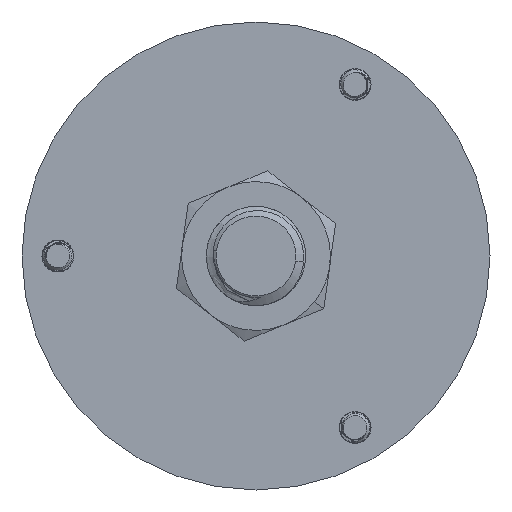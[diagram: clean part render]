
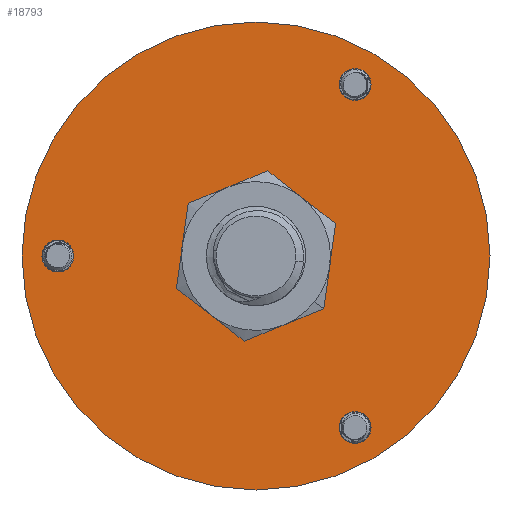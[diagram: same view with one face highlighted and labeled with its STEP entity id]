
A CAD part, front view. The second image highlights one B-rep face of the part: STEP entity #18793.
In plain terms, the highlighted planar face has unit normal (0, -1, 0).
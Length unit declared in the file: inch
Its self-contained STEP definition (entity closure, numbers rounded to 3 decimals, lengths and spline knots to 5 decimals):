
#306 = CARTESIAN_POINT ( 'NONE',  ( -1.2575, 0., 0. ) ) ;
#450 = DIRECTION ( 'NONE',  ( 0., 0., 1. ) ) ;
#453 = AXIS2_PLACEMENT_3D ( 'NONE', #3073, #13526, #4574 ) ;
#869 = DIRECTION ( 'NONE',  ( 0., 0., 1. ) ) ;
#1158 = ORIENTED_EDGE ( 'NONE', *, *, #6626, .F. ) ;
#1203 = DIRECTION ( 'NONE',  ( 0., 0., 1. ) ) ;
#1629 = CARTESIAN_POINT ( 'NONE',  ( 0.62875, 0., 1.08903 ) ) ;
#1779 = ORIENTED_EDGE ( 'NONE', *, *, #16766, .T. ) ;
#1798 = DIRECTION ( 'NONE',  ( 0., 0., 1. ) ) ;
#1940 = CARTESIAN_POINT ( 'NONE',  ( 0., 0., 0. ) ) ;
#2391 = AXIS2_PLACEMENT_3D ( 'NONE', #1940, #12397, #3472 ) ;
#2487 = VERTEX_POINT ( 'NONE', #13670 ) ;
#2609 = DIRECTION ( 'NONE',  ( 0., 1., 0. ) ) ;
#3049 = EDGE_CURVE ( 'NONE', #3482, #9175, #5224, .T. ) ;
#3073 = CARTESIAN_POINT ( 'NONE',  ( 0.62875, 0., -1.08903 ) ) ;
#3146 = DIRECTION ( 'NONE',  ( 0., 0., 1. ) ) ;
#3472 = DIRECTION ( 'NONE',  ( 0., 0., 1. ) ) ;
#3482 = VERTEX_POINT ( 'NONE', #6111 ) ;
#3615 = FACE_BOUND ( 'NONE', #11408, .T. ) ;
#3709 = CARTESIAN_POINT ( 'NONE',  ( 0.62875, 0., -1.19053 ) ) ;
#3972 = DIRECTION ( 'NONE',  ( 0., 1., 0. ) ) ;
#4092 = CARTESIAN_POINT ( 'NONE',  ( 0., 0., 0. ) ) ;
#4097 = FACE_BOUND ( 'NONE', #16403, .T. ) ;
#4113 = AXIS2_PLACEMENT_3D ( 'NONE', #11550, #2609, #13061 ) ;
#4164 = PLANE ( 'NONE',  #7041 ) ;
#4337 = AXIS2_PLACEMENT_3D ( 'NONE', #306, #10752, #1798 ) ;
#4359 = EDGE_LOOP ( 'NONE', ( #13020, #10764 ) ) ;
#4574 = DIRECTION ( 'NONE',  ( 0., 0., 1. ) ) ;
#4698 = DIRECTION ( 'NONE',  ( 0., 1., 0. ) ) ;
#4774 = VERTEX_POINT ( 'NONE', #14540 ) ;
#5089 = AXIS2_PLACEMENT_3D ( 'NONE', #12908, #3972, #14412 ) ;
#5122 = ORIENTED_EDGE ( 'NONE', *, *, #7077, .F. ) ;
#5224 = CIRCLE ( 'NONE', #4337, 0.1015 ) ;
#5655 = DIRECTION ( 'NONE',  ( 0., 0., 1. ) ) ;
#6111 = CARTESIAN_POINT ( 'NONE',  ( -1.2575, 0., -0.1015 ) ) ;
#6362 = ORIENTED_EDGE ( 'NONE', *, *, #9503, .T. ) ;
#6626 = EDGE_CURVE ( 'NONE', #6967, #8434, #11073, .T. ) ;
#6803 = EDGE_CURVE ( 'NONE', #16697, #12769, #19032, .T. ) ;
#6967 = VERTEX_POINT ( 'NONE', #12521 ) ;
#7041 = AXIS2_PLACEMENT_3D ( 'NONE', #4092, #14589, #5655 ) ;
#7077 = EDGE_CURVE ( 'NONE', #8434, #6967, #14826, .T. ) ;
#7138 = FACE_OUTER_BOUND ( 'NONE', #16063, .T. ) ;
#7584 = FACE_BOUND ( 'NONE', #4359, .T. ) ;
#7745 = AXIS2_PLACEMENT_3D ( 'NONE', #13639, #4698, #15139 ) ;
#8123 = EDGE_CURVE ( 'NONE', #2487, #11270, #18056, .T. ) ;
#8434 = VERTEX_POINT ( 'NONE', #17643 ) ;
#8551 = ORIENTED_EDGE ( 'NONE', *, *, #3049, .T. ) ;
#9175 = VERTEX_POINT ( 'NONE', #9801 ) ;
#9384 = DIRECTION ( 'NONE',  ( 0., 1., 0. ) ) ;
#9503 = EDGE_CURVE ( 'NONE', #9175, #3482, #15955, .T. ) ;
#9710 = CARTESIAN_POINT ( 'NONE',  ( 0.62875, 0., 1.19053 ) ) ;
#9801 = CARTESIAN_POINT ( 'NONE',  ( -1.2575, 0., 0.1015 ) ) ;
#9819 = DIRECTION ( 'NONE',  ( 0., 1., 0. ) ) ;
#10164 = DIRECTION ( 'NONE',  ( 0., 1., 0. ) ) ;
#10169 = AXIS2_PLACEMENT_3D ( 'NONE', #1629, #12093, #3146 ) ;
#10721 = CIRCLE ( 'NONE', #10169, 0.1015 ) ;
#10752 = DIRECTION ( 'NONE',  ( 0., 1., 0. ) ) ;
#10764 = ORIENTED_EDGE ( 'NONE', *, *, #12109, .T. ) ;
#11070 = FACE_BOUND ( 'NONE', #14472, .T. ) ;
#11073 = CIRCLE ( 'NONE', #12848, 1.4855 ) ;
#11259 = CARTESIAN_POINT ( 'NONE',  ( 0., 0., -0.32 ) ) ;
#11270 = VERTEX_POINT ( 'NONE', #11259 ) ;
#11359 = CIRCLE ( 'NONE', #5089, 0.1015 ) ;
#11408 = EDGE_LOOP ( 'NONE', ( #1779, #17800 ) ) ;
#11440 = EDGE_CURVE ( 'NONE', #4774, #16285, #13098, .T. ) ;
#11550 = CARTESIAN_POINT ( 'NONE',  ( 0., 0., 0. ) ) ;
#11645 = EDGE_CURVE ( 'NONE', #16285, #4774, #10721, .T. ) ;
#12093 = DIRECTION ( 'NONE',  ( 0., 1., 0. ) ) ;
#12109 = EDGE_CURVE ( 'NONE', #11270, #2487, #17979, .T. ) ;
#12397 = DIRECTION ( 'NONE',  ( 0., 1., 0. ) ) ;
#12521 = CARTESIAN_POINT ( 'NONE',  ( 0., 0., 1.4855 ) ) ;
#12769 = VERTEX_POINT ( 'NONE', #14741 ) ;
#12848 = AXIS2_PLACEMENT_3D ( 'NONE', #18760, #9819, #869 ) ;
#12908 = CARTESIAN_POINT ( 'NONE',  ( 0.62875, 0., -1.08903 ) ) ;
#13020 = ORIENTED_EDGE ( 'NONE', *, *, #8123, .T. ) ;
#13061 = DIRECTION ( 'NONE',  ( 0., 0., 1. ) ) ;
#13098 = CIRCLE ( 'NONE', #15535, 0.1015 ) ;
#13502 = ORIENTED_EDGE ( 'NONE', *, *, #11440, .T. ) ;
#13526 = DIRECTION ( 'NONE',  ( 0., 1., 0. ) ) ;
#13639 = CARTESIAN_POINT ( 'NONE',  ( -1.2575, 0., 0. ) ) ;
#13670 = CARTESIAN_POINT ( 'NONE',  ( 0., 0., 0.32 ) ) ;
#14412 = DIRECTION ( 'NONE',  ( 0., 0., 1. ) ) ;
#14472 = EDGE_LOOP ( 'NONE', ( #6362, #8551 ) ) ;
#14540 = CARTESIAN_POINT ( 'NONE',  ( 0.62875, 0., 0.98753 ) ) ;
#14589 = DIRECTION ( 'NONE',  ( 0., 1., 0. ) ) ;
#14741 = CARTESIAN_POINT ( 'NONE',  ( 0.62875, 0., -0.98753 ) ) ;
#14826 = CIRCLE ( 'NONE', #4113, 1.4855 ) ;
#15139 = DIRECTION ( 'NONE',  ( 0., 0., 1. ) ) ;
#15535 = AXIS2_PLACEMENT_3D ( 'NONE', #19096, #10164, #1203 ) ;
#15955 = CIRCLE ( 'NONE', #7745, 0.1015 ) ;
#16063 = EDGE_LOOP ( 'NONE', ( #5122, #1158 ) ) ;
#16285 = VERTEX_POINT ( 'NONE', #9710 ) ;
#16403 = EDGE_LOOP ( 'NONE', ( #18304, #13502 ) ) ;
#16697 = VERTEX_POINT ( 'NONE', #3709 ) ;
#16766 = EDGE_CURVE ( 'NONE', #12769, #16697, #11359, .T. ) ;
#17009 = AXIS2_PLACEMENT_3D ( 'NONE', #18337, #9384, #450 ) ;
#17643 = CARTESIAN_POINT ( 'NONE',  ( 0., 0., -1.4855 ) ) ;
#17800 = ORIENTED_EDGE ( 'NONE', *, *, #6803, .T. ) ;
#17979 = CIRCLE ( 'NONE', #2391, 0.32 ) ;
#18056 = CIRCLE ( 'NONE', #17009, 0.32 ) ;
#18304 = ORIENTED_EDGE ( 'NONE', *, *, #11645, .T. ) ;
#18337 = CARTESIAN_POINT ( 'NONE',  ( 0., 0., 0. ) ) ;
#18760 = CARTESIAN_POINT ( 'NONE',  ( 0., 0., 0. ) ) ;
#18793 = ADVANCED_FACE ( 'NONE', ( #7584, #3615, #4097, #11070, #7138 ), #4164, .F. ) ;
#19032 = CIRCLE ( 'NONE', #453, 0.1015 ) ;
#19096 = CARTESIAN_POINT ( 'NONE',  ( 0.62875, 0., 1.08903 ) ) ;
